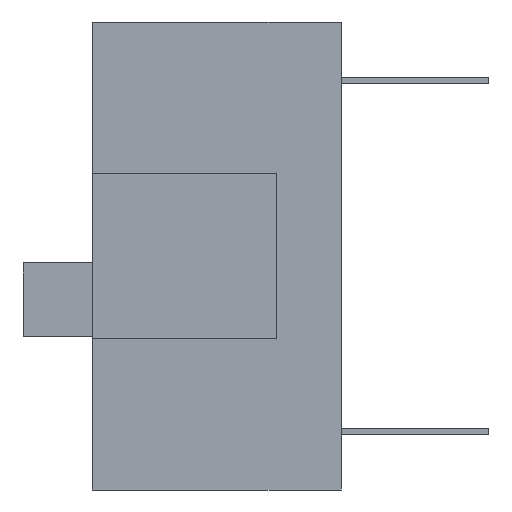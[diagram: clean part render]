
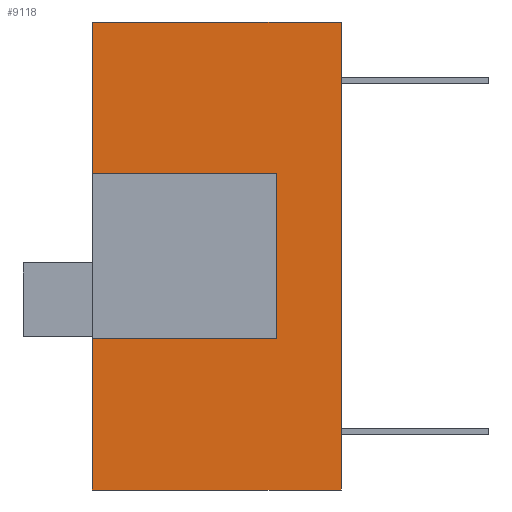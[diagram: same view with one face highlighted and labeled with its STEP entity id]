
A CAD part, left-side view. The second image highlights one B-rep face of the part: STEP entity #9118.
In plain terms, the highlighted planar face has unit normal (-1, 0, 0).
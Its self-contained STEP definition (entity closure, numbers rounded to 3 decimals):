
#8575 = ORIENTED_EDGE ( 'NONE', *, *, #9085, .F. ) ;
#8728 = EDGE_CURVE ( 'NONE', #8873, #8738, #13232, .T. ) ;
#8734 = VERTEX_POINT ( 'NONE', #13214 ) ;
#8738 = VERTEX_POINT ( 'NONE', #13205 ) ;
#8746 = EDGE_CURVE ( 'NONE', #8734, #8747, #13181, .T. ) ;
#8747 = VERTEX_POINT ( 'NONE', #13183 ) ;
#8873 = VERTEX_POINT ( 'NONE', #13591 ) ;
#9026 = EDGE_CURVE ( 'NONE', #9116, #8738, #13760, .T. ) ;
#9063 = EDGE_LOOP ( 'NONE', ( #9066, #9065, #9078, #9080, #9077, #9079, #9107, #8575 ) ) ;
#9065 = ORIENTED_EDGE ( 'NONE', *, *, #9026, .T. ) ;
#9066 = ORIENTED_EDGE ( 'NONE', *, *, #9075, .T. ) ;
#9073 = VERTEX_POINT ( 'NONE', #14026 ) ;
#9075 = EDGE_CURVE ( 'NONE', #9119, #9116, #14019, .T. ) ;
#9076 = EDGE_CURVE ( 'NONE', #9073, #8873, #13914, .T. ) ;
#9077 = ORIENTED_EDGE ( 'NONE', *, *, #9081, .F. ) ;
#9078 = ORIENTED_EDGE ( 'NONE', *, *, #8728, .F. ) ;
#9079 = ORIENTED_EDGE ( 'NONE', *, *, #9108, .F. ) ;
#9080 = ORIENTED_EDGE ( 'NONE', *, *, #9076, .F. ) ;
#9081 = EDGE_CURVE ( 'NONE', #9106, #9073, #13918, .T. ) ;
#9085 = EDGE_CURVE ( 'NONE', #9119, #8734, #13971, .T. ) ;
#9106 = VERTEX_POINT ( 'NONE', #13938 ) ;
#9107 = ORIENTED_EDGE ( 'NONE', *, *, #8746, .F. ) ;
#9108 = EDGE_CURVE ( 'NONE', #8747, #9106, #14010, .T. ) ;
#9116 = VERTEX_POINT ( 'NONE', #14012 ) ;
#9118 = ADVANCED_FACE ( 'NONE', ( #13983 ), #14006, .T. ) ;
#9119 = VERTEX_POINT ( 'NONE', #14013 ) ;
#13150 = DIRECTION ( 'NONE',  ( 0., 0., 1. ) ) ;
#13151 = VECTOR ( 'NONE', #13150, 1000. ) ;
#13180 = CARTESIAN_POINT ( 'NONE',  ( 0., 5.4, 0. ) ) ;
#13181 = LINE ( 'NONE', #13180, #13151 ) ;
#13183 = CARTESIAN_POINT ( 'NONE',  ( 0., 5.4, 0. ) ) ;
#13205 = CARTESIAN_POINT ( 'NONE',  ( 0., 5.4, -6.88 ) ) ;
#13214 = CARTESIAN_POINT ( 'NONE',  ( 0., 5.4, -3.28 ) ) ;
#13223 = DIRECTION ( 'NONE',  ( 0., 0., 1. ) ) ;
#13225 = VECTOR ( 'NONE', #13223, 1000. ) ;
#13227 = CARTESIAN_POINT ( 'NONE',  ( 0., 5.4, 0. ) ) ;
#13232 = LINE ( 'NONE', #13227, #13225 ) ;
#13591 = CARTESIAN_POINT ( 'NONE',  ( 0., 5.4, -10.16 ) ) ;
#13753 = DIRECTION ( 'NONE',  ( 0., 1., 0. ) ) ;
#13754 = VECTOR ( 'NONE', #13753, 1000. ) ;
#13755 = CARTESIAN_POINT ( 'NONE',  ( 0., 1.4, -6.88 ) ) ;
#13760 = LINE ( 'NONE', #13755, #13754 ) ;
#13907 = DIRECTION ( 'NONE',  ( 0., 0., -1. ) ) ;
#13908 = VECTOR ( 'NONE', #13907, 1000. ) ;
#13909 = CARTESIAN_POINT ( 'NONE',  ( 0., 0., 0. ) ) ;
#13910 = DIRECTION ( 'NONE',  ( 0., 1., 0. ) ) ;
#13911 = VECTOR ( 'NONE', #13910, 1000. ) ;
#13913 = CARTESIAN_POINT ( 'NONE',  ( 0., 0., -10.16 ) ) ;
#13914 = LINE ( 'NONE', #13913, #13911 ) ;
#13915 = DIRECTION ( 'NONE',  ( 0., 0., -1. ) ) ;
#13916 = VECTOR ( 'NONE', #13915, 1000. ) ;
#13918 = LINE ( 'NONE', #13909, #13908 ) ;
#13938 = CARTESIAN_POINT ( 'NONE',  ( 0., 0., 0. ) ) ;
#13957 = DIRECTION ( 'NONE',  ( 0., 1., 0. ) ) ;
#13958 = VECTOR ( 'NONE', #13957, 1000. ) ;
#13968 = CARTESIAN_POINT ( 'NONE',  ( 0., 1.4, -3.28 ) ) ;
#13971 = LINE ( 'NONE', #13968, #13958 ) ;
#13982 = CARTESIAN_POINT ( 'NONE',  ( 0., 5.4, 0. ) ) ;
#13983 = FACE_OUTER_BOUND ( 'NONE', #9063, .T. ) ;
#14005 = AXIS2_PLACEMENT_3D ( 'NONE', #13982, #14100, #14099 ) ;
#14006 = PLANE ( 'NONE',  #14005 ) ;
#14007 = DIRECTION ( 'NONE',  ( 0., -1., 0. ) ) ;
#14008 = VECTOR ( 'NONE', #14007, 1000. ) ;
#14009 = CARTESIAN_POINT ( 'NONE',  ( 0., 0., 0. ) ) ;
#14010 = LINE ( 'NONE', #14009, #14008 ) ;
#14012 = CARTESIAN_POINT ( 'NONE',  ( 0., 1.4, -6.88 ) ) ;
#14013 = CARTESIAN_POINT ( 'NONE',  ( 0., 1.4, -3.28 ) ) ;
#14018 = CARTESIAN_POINT ( 'NONE',  ( 0., 1.4, -6.88 ) ) ;
#14019 = LINE ( 'NONE', #14018, #13916 ) ;
#14026 = CARTESIAN_POINT ( 'NONE',  ( 0., 0., -10.16 ) ) ;
#14099 = DIRECTION ( 'NONE',  ( 0., 0., 1. ) ) ;
#14100 = DIRECTION ( 'NONE',  ( -1., 0., 0. ) ) ;
